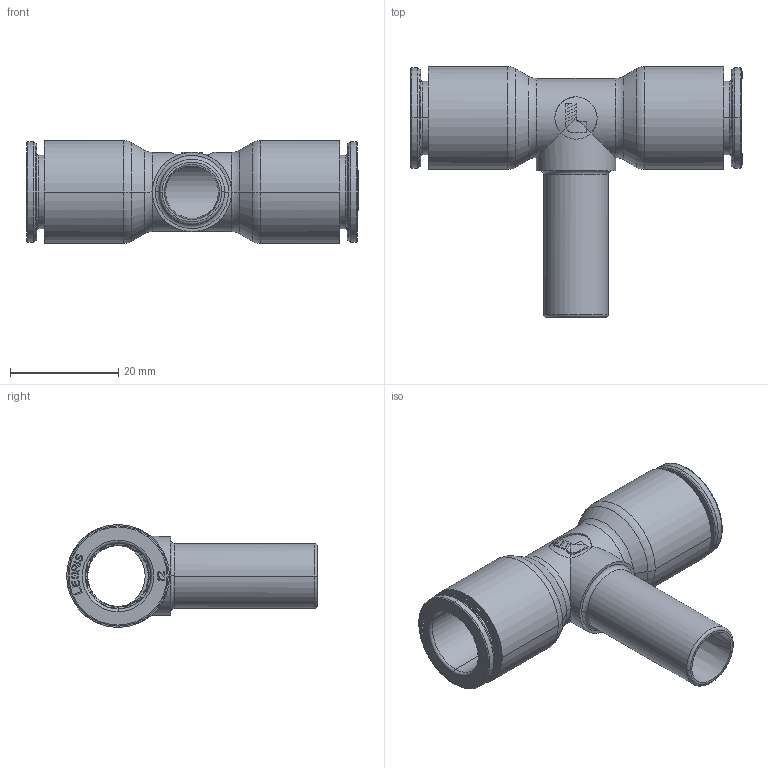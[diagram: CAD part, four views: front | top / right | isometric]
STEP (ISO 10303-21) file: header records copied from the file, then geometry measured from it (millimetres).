
FILE_DESCRIPTION(('STEP AP214'),'1');
FILE_NAME('6888_12_00.stp','2016-07-07T14:49:56',('TraceParts'),('TraceParts S.A.'),'Spatial InterOp 3D',' ',' ');
FILE_SCHEMA(('automotive_design'));
Length unit declared in the file: millimetre
Products named in the file (11): 6888 12 00|44112-19_ASM_2303#44112-19_ASM|44112-21_ASM_2301#44112-21_ASM|44112-32_2298#44112-32;Solide1; 6888 12 00|44112-19_ASM_2303#44112-19_ASM|44112-21_ASM_2301#44112-21_ASM|44112-30_2299#44112-30;Solide1; 6888 12 00|44112-19_ASM_2303#44112-19_ASM|44112-21_ASM_2301#44112-21_ASM|44112_2300#44112;Solide1; 6888 12 00|44112-19_ASM_2303#44112-19_ASM|44112-40_2302#44112-40;Solide1; 6888 12 00|44112-19_ASM_2305#44112-19_ASM|44112-21_ASM_2301#44112-21_ASM|44112-32_2298#44112-32;Solide1; 6888 12 00|44112-19_ASM_2305#44112-19_ASM|44112-21_ASM_2301#44112-21_ASM|44112-30_2299#44112-30;Solide1; 6888 12 00|44112-19_ASM_2305#44112-19_ASM|44112-21_ASM_2301#44112-21_ASM|44112_2300#44112;Solide1; 6888 12 00|44112-19_ASM_2305#44112-19_ASM|44112-40_2302#44112-40;Solide1; 6888 12 00|44522-70_2296#44522-70;Solide1; 6888 12 00|44112-11-10-ASM_2297#44112-11-10-ASM;Solide1; 6888 12 00|44112-11-10-ASM_2304#44112-11-10-ASM;Solide1
Bounding box: 61.3 x 46.29 x 18.98 mm (x, y, z)
Volume: 8314.4 mm3; surface area: 14588.5 mm2
Topology: 11 solids, 11 shells, 1237 faces, 3166 edges, 1985 vertices
Faces by surface type: plane 463, cylinder 226, torus 186, bspline 180, cone 178, sphere 4
Entity records: 58806 total; most frequent: CARTESIAN_POINT 18666, ORIENTED_EDGE 6324, DIRECTION 6307, EDGE_CURVE 3162, AXIS2_PLACEMENT_3D 2317, VERTEX_POINT 1985, LINE 1673, VECTOR 1673
